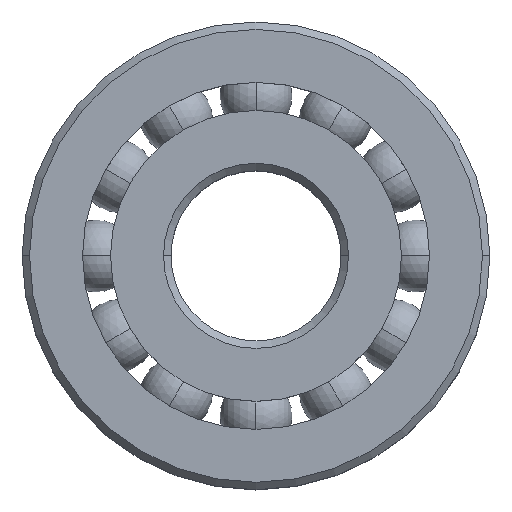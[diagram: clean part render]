
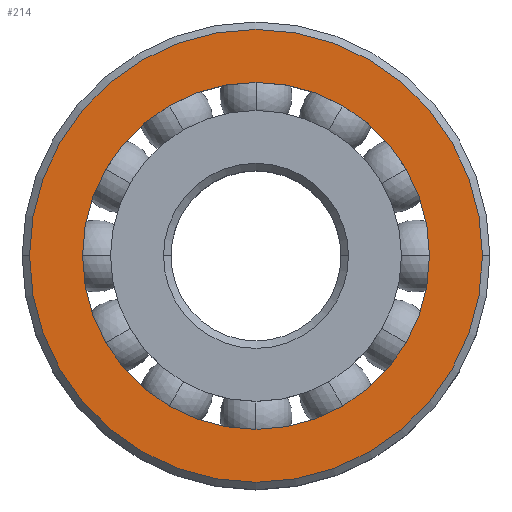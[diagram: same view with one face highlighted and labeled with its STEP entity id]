
A CAD part, top view. The second image highlights one B-rep face of the part: STEP entity #214.
In plain terms, the highlighted planar face has unit normal (0, 0, 1).
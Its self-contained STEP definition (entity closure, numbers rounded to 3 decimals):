
#13 = AXIS2_PLACEMENT_3D ( 'NONE', #81, #802, #400 ) ;
#52 = FACE_OUTER_BOUND ( 'NONE', #916, .T. ) ;
#58 = DIRECTION ( 'NONE',  ( -1., 0., 0. ) ) ;
#79 = CIRCLE ( 'NONE', #1206, 8.159 ) ;
#81 = CARTESIAN_POINT ( 'NONE',  ( 0., 0., 3.5 ) ) ;
#89 = AXIS2_PLACEMENT_3D ( 'NONE', #865, #466, #1074 ) ;
#158 = CARTESIAN_POINT ( 'NONE',  ( 10.65, 0., 3.5 ) ) ;
#159 = DIRECTION ( 'NONE',  ( 0., 0., -1. ) ) ;
#164 = EDGE_CURVE ( 'NONE', #1225, #671, #1265, .T. ) ;
#191 = ORIENTED_EDGE ( 'NONE', *, *, #909, .F. ) ;
#214 = ADVANCED_FACE ( 'NONE', ( #1098, #52 ), #775, .F. ) ;
#244 = ORIENTED_EDGE ( 'NONE', *, *, #164, .T. ) ;
#366 = VERTEX_POINT ( 'NONE', #1199 ) ;
#400 = DIRECTION ( 'NONE',  ( 1., 0., 0. ) ) ;
#450 = AXIS2_PLACEMENT_3D ( 'NONE', #1187, #159, #58 ) ;
#466 = DIRECTION ( 'NONE',  ( 0., 0., 1. ) ) ;
#487 = CARTESIAN_POINT ( 'NONE',  ( 0., 0., 3.5 ) ) ;
#492 = DIRECTION ( 'NONE',  ( 0., 0., 1. ) ) ;
#500 = DIRECTION ( 'NONE',  ( 1., 0., 0. ) ) ;
#509 = VERTEX_POINT ( 'NONE', #1256 ) ;
#608 = CIRCLE ( 'NONE', #13, 8.159 ) ;
#612 = EDGE_CURVE ( 'NONE', #671, #1225, #1264, .T. ) ;
#650 = ORIENTED_EDGE ( 'NONE', *, *, #612, .T. ) ;
#671 = VERTEX_POINT ( 'NONE', #918 ) ;
#683 = EDGE_LOOP ( 'NONE', ( #191, #1164 ) ) ;
#752 = AXIS2_PLACEMENT_3D ( 'NONE', #1103, #492, #500 ) ;
#775 = PLANE ( 'NONE',  #450 ) ;
#794 = EDGE_CURVE ( 'NONE', #509, #366, #79, .T. ) ;
#802 = DIRECTION ( 'NONE',  ( 0., 0., 1. ) ) ;
#865 = CARTESIAN_POINT ( 'NONE',  ( 0., 0., 3.5 ) ) ;
#905 = DIRECTION ( 'NONE',  ( 1., 0., 0. ) ) ;
#909 = EDGE_CURVE ( 'NONE', #366, #509, #608, .T. ) ;
#916 = EDGE_LOOP ( 'NONE', ( #650, #244 ) ) ;
#918 = CARTESIAN_POINT ( 'NONE',  ( -10.65, 0., 3.5 ) ) ;
#1074 = DIRECTION ( 'NONE',  ( 1., 0., 0. ) ) ;
#1098 = FACE_BOUND ( 'NONE', #683, .T. ) ;
#1103 = CARTESIAN_POINT ( 'NONE',  ( 0., 0., 3.5 ) ) ;
#1164 = ORIENTED_EDGE ( 'NONE', *, *, #794, .F. ) ;
#1187 = CARTESIAN_POINT ( 'NONE',  ( 0., 10.65, 3.5 ) ) ;
#1199 = CARTESIAN_POINT ( 'NONE',  ( 8.159, 0., 3.5 ) ) ;
#1204 = DIRECTION ( 'NONE',  ( 0., 0., 1. ) ) ;
#1206 = AXIS2_PLACEMENT_3D ( 'NONE', #487, #1204, #905 ) ;
#1225 = VERTEX_POINT ( 'NONE', #158 ) ;
#1256 = CARTESIAN_POINT ( 'NONE',  ( -8.159, 0., 3.5 ) ) ;
#1264 = CIRCLE ( 'NONE', #752, 10.65 ) ;
#1265 = CIRCLE ( 'NONE', #89, 10.65 ) ;
